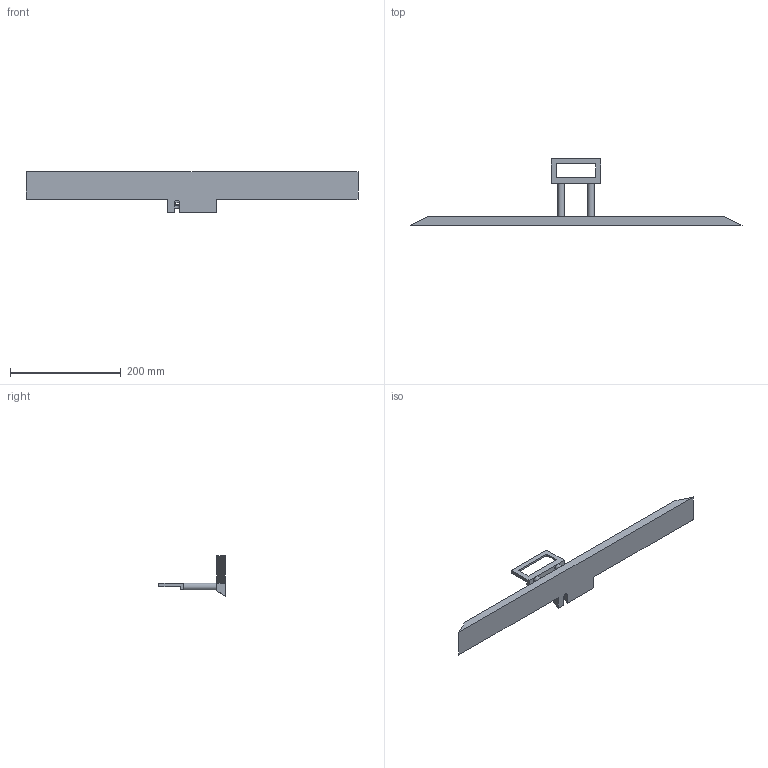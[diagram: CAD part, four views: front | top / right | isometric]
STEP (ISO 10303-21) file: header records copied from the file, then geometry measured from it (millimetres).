
FILE_DESCRIPTION(/* description */ (''),/* implementation_level */ '2;1');
FILE_NAME(/* name */ 'station.stp',/* time_stamp */ '2026-03-11T18:51:05+01:00',/* author */ ('goram'),/* organization */ (''),/* preprocessor_version */ 'ST-DEVELOPER v19.2',/* originating_system */ 'Autodesk Inventor 2023',/* authorisation */ '');
FILE_SCHEMA (('AUTOMOTIVE_DESIGN { 1 0 10303 214 3 1 1 }'));
Length unit declared in the file: millimetre
Products named in the file (1): station
Bounding box: 600 x 120 x 74 mm (x, y, z)
Volume: 472779.5 mm3; surface area: 95849.1 mm2
Topology: 1 solids, 1 shells, 37 faces, 132 edges, 122 vertices
Faces by surface type: plane 32, cylinder 5
Full cylindrical faces by diameter (mm): 9 x1, 12 x2
Entity records: 1362 total; most frequent: CARTESIAN_POINT 266, ORIENTED_EDGE 212, DIRECTION 197, EDGE_CURVE 106, LINE 91, VECTOR 91, VERTEX_POINT 68, AXIS2_PLACEMENT_3D 53
